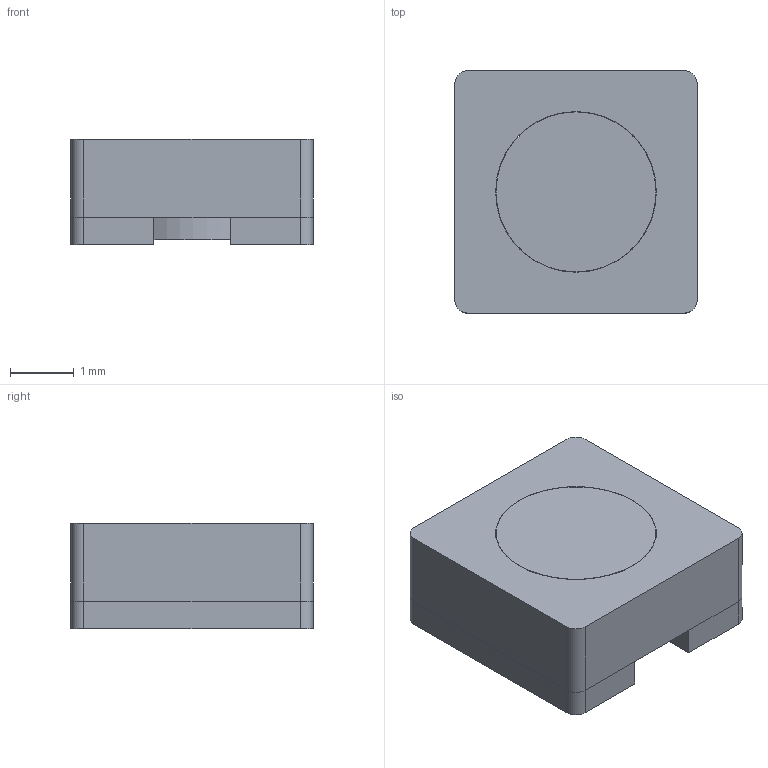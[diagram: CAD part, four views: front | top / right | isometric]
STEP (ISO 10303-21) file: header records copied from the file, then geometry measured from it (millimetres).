
FILE_DESCRIPTION(/* description */ (''),/* implementation_level */ '2;1');
FILE_NAME(/* name */ 'WURTH - WE-TPC H1.65mm.step',/* time_stamp */ '2020-03-31T22:51:38+01:00',/* author */ (''),/* organization */ (''),/* preprocessor_version */ 'ST-DEVELOPER v18',/* originating_system */ 'Autodesk Translation Framework v8.12.0.6',/* authorisation */ '');
FILE_SCHEMA (('AUTOMOTIVE_DESIGN { 1 0 10303 214 3 1 1 }'));
Length unit declared in the file: millimetre
Products named in the file (1): WURTH - WE-TPC H1.65mm
Bounding box: 3.8 x 3.8 x 1.65 mm (x, y, z)
Volume: 20.5 mm3; surface area: 100.9 mm2
Topology: 2 solids, 2 shells, 60 faces, 146 edges, 93 vertices
Faces by surface type: plane 29, cylinder 20, bspline 8, torus 3
Full cylindrical faces by diameter (mm): 0.1 x2, 1.6 x1, 2.51 x1, 2.52 x1
Entity records: 4304 total; most frequent: CARTESIAN_POINT 2811, DIRECTION 300, ORIENTED_EDGE 292, EDGE_CURVE 146, AXIS2_PLACEMENT_3D 113, VERTEX_POINT 93, LINE 74, VECTOR 74
